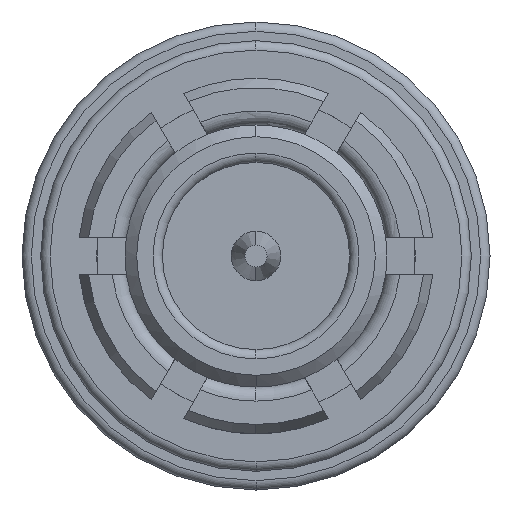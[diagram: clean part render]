
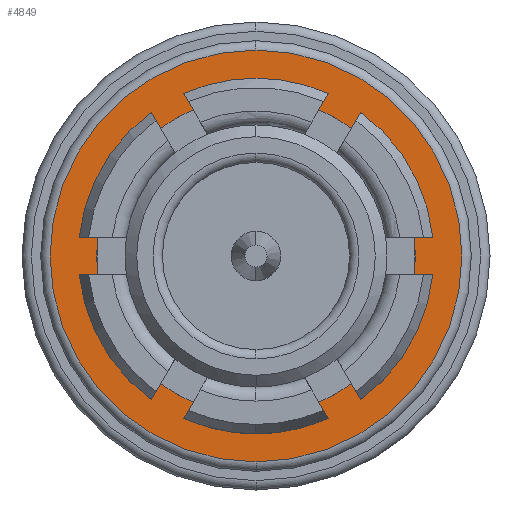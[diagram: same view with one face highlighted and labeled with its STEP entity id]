
A CAD part, left-side view. The second image highlights one B-rep face of the part: STEP entity #4849.
In plain terms, the highlighted planar face has unit normal (-1, 0, 0).
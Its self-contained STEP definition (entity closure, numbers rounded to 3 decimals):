
#282 = DIRECTION ( 'NONE',  ( 0., 0., -1. ) ) ;
#317 = DIRECTION ( 'NONE',  ( 1., 0., 0. ) ) ;
#387 = EDGE_LOOP ( 'NONE', ( #7143, #4373 ) ) ;
#522 = EDGE_LOOP ( 'NONE', ( #5268, #4258 ) ) ;
#1462 = CARTESIAN_POINT ( 'NONE',  ( -0.9, 0., 0. ) ) ;
#1517 = CIRCLE ( 'NONE', #5184, 1.7 ) ;
#1666 = VERTEX_POINT ( 'NONE', #6351 ) ;
#1803 = DIRECTION ( 'NONE',  ( -1., 0., 0. ) ) ;
#2078 = DIRECTION ( 'NONE',  ( 0., 0., -1. ) ) ;
#2182 = EDGE_CURVE ( 'NONE', #6371, #6449, #2981, .T. ) ;
#2199 = EDGE_CURVE ( 'NONE', #6449, #6371, #7639, .T. ) ;
#2273 = AXIS2_PLACEMENT_3D ( 'NONE', #7559, #3897, #282 ) ;
#2663 = VERTEX_POINT ( 'NONE', #3889 ) ;
#2670 = PLANE ( 'NONE',  #6883 ) ;
#2691 = AXIS2_PLACEMENT_3D ( 'NONE', #1462, #5731, #2078 ) ;
#2981 = CIRCLE ( 'NONE', #2691, 2.2 ) ;
#3201 = CARTESIAN_POINT ( 'NONE',  ( -0.9, 0., 0. ) ) ;
#3432 = FACE_BOUND ( 'NONE', #522, .T. ) ;
#3795 = DIRECTION ( 'NONE',  ( 0., 0., 1. ) ) ;
#3889 = CARTESIAN_POINT ( 'NONE',  ( -0.9, 0., -1.7 ) ) ;
#3897 = DIRECTION ( 'NONE',  ( -1., 0., 0. ) ) ;
#3934 = CARTESIAN_POINT ( 'NONE',  ( -0.9, 1.7, 0. ) ) ;
#4258 = ORIENTED_EDGE ( 'NONE', *, *, #5648, .F. ) ;
#4373 = ORIENTED_EDGE ( 'NONE', *, *, #2182, .T. ) ;
#4546 = DIRECTION ( 'NONE',  ( 0., 0., -1. ) ) ;
#4849 = ADVANCED_FACE ( 'NONE', ( #7262, #3432 ), #2670, .F. ) ;
#5184 = AXIS2_PLACEMENT_3D ( 'NONE', #3201, #7459, #3795 ) ;
#5252 = EDGE_CURVE ( 'NONE', #1666, #2663, #1517, .T. ) ;
#5268 = ORIENTED_EDGE ( 'NONE', *, *, #5252, .F. ) ;
#5391 = CIRCLE ( 'NONE', #5566, 1.7 ) ;
#5454 = CARTESIAN_POINT ( 'NONE',  ( -0.9, 0., 0. ) ) ;
#5566 = AXIS2_PLACEMENT_3D ( 'NONE', #5454, #1803, #6084 ) ;
#5648 = EDGE_CURVE ( 'NONE', #2663, #1666, #5391, .T. ) ;
#5731 = DIRECTION ( 'NONE',  ( -1., 0., 0. ) ) ;
#6084 = DIRECTION ( 'NONE',  ( 0., 0., 1. ) ) ;
#6351 = CARTESIAN_POINT ( 'NONE',  ( -0.9, 0., 1.7 ) ) ;
#6371 = VERTEX_POINT ( 'NONE', #6542 ) ;
#6449 = VERTEX_POINT ( 'NONE', #6596 ) ;
#6542 = CARTESIAN_POINT ( 'NONE',  ( -0.9, 0., 2.2 ) ) ;
#6596 = CARTESIAN_POINT ( 'NONE',  ( -0.9, 0., -2.2 ) ) ;
#6883 = AXIS2_PLACEMENT_3D ( 'NONE', #3934, #317, #4546 ) ;
#7143 = ORIENTED_EDGE ( 'NONE', *, *, #2199, .T. ) ;
#7262 = FACE_OUTER_BOUND ( 'NONE', #387, .T. ) ;
#7459 = DIRECTION ( 'NONE',  ( -1., 0., 0. ) ) ;
#7559 = CARTESIAN_POINT ( 'NONE',  ( -0.9, 0., 0. ) ) ;
#7639 = CIRCLE ( 'NONE', #2273, 2.2 ) ;
